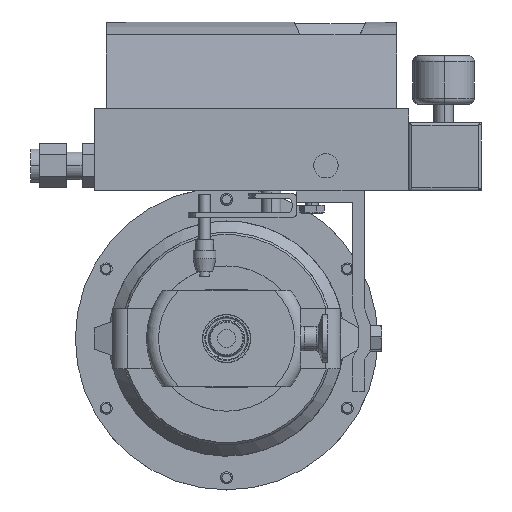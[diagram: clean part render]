
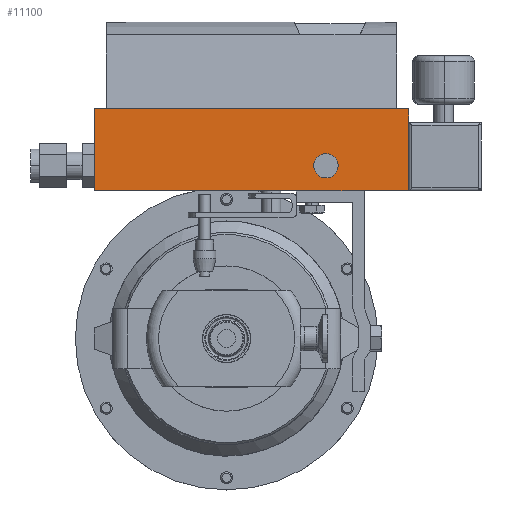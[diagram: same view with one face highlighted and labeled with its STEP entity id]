
A CAD part, front view. The second image highlights one B-rep face of the part: STEP entity #11100.
In plain terms, the highlighted planar face has unit normal (0, -1, 0).
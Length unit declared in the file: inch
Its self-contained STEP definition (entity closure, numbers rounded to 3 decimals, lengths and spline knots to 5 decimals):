
#111 = CIRCLE ( 'NONE', #10582, 0.25157 ) ;
#221 = ORIENTED_EDGE ( 'NONE', *, *, #18616, .T. ) ;
#222 = DIRECTION ( 'NONE',  ( 1., 0., 0. ) ) ;
#265 = ORIENTED_EDGE ( 'NONE', *, *, #14392, .F. ) ;
#269 = LINE ( 'NONE', #1734, #14917 ) ;
#578 = VERTEX_POINT ( 'NONE', #20475 ) ;
#684 = VECTOR ( 'NONE', #8556, 39.37008 ) ;
#1397 = EDGE_LOOP ( 'NONE', ( #19896, #221, #13855, #5813, #20367, #18890, #16740, #7075, #7253 ) ) ;
#1533 = VERTEX_POINT ( 'NONE', #4529 ) ;
#1655 = EDGE_CURVE ( 'NONE', #17772, #1533, #269, .T. ) ;
#1734 = CARTESIAN_POINT ( 'NONE',  ( 3.51348, 3.11857, 3.04885 ) ) ;
#1983 = CARTESIAN_POINT ( 'NONE',  ( -2.48652, 3.11857, 4.74881 ) ) ;
#2037 = CARTESIAN_POINT ( 'NONE',  ( 2.05174, 3.11857, 3.56992 ) ) ;
#2105 = DIRECTION ( 'NONE',  ( 0., -1., 0. ) ) ;
#2181 = LINE ( 'NONE', #11654, #684 ) ;
#3054 = CARTESIAN_POINT ( 'NONE',  ( 3.76348, 3.11858, 6.05485 ) ) ;
#3096 = VERTEX_POINT ( 'NONE', #15448 ) ;
#3395 = VECTOR ( 'NONE', #7302, 39.37008 ) ;
#4172 = VECTOR ( 'NONE', #5470, 39.37008 ) ;
#4526 = EDGE_CURVE ( 'NONE', #7264, #17772, #7675, .T. ) ;
#4529 = CARTESIAN_POINT ( 'NONE',  ( 2.84348, 3.11857, 3.04885 ) ) ;
#5470 = DIRECTION ( 'NONE',  ( 1., 0., 0. ) ) ;
#5568 = VERTEX_POINT ( 'NONE', #13540 ) ;
#5813 = ORIENTED_EDGE ( 'NONE', *, *, #13703, .F. ) ;
#5941 = DIRECTION ( 'NONE',  ( 1., 0., 0. ) ) ;
#6127 = VECTOR ( 'NONE', #6428, 39.37008 ) ;
#6428 = DIRECTION ( 'NONE',  ( 0., 0., 1. ) ) ;
#6819 = DIRECTION ( 'NONE',  ( 0., 0., -1. ) ) ;
#7075 = ORIENTED_EDGE ( 'NONE', *, *, #1655, .T. ) ;
#7253 = ORIENTED_EDGE ( 'NONE', *, *, #16843, .T. ) ;
#7264 = VERTEX_POINT ( 'NONE', #10950 ) ;
#7302 = DIRECTION ( 'NONE',  ( 1., 0., 0. ) ) ;
#7496 = LINE ( 'NONE', #7876, #9690 ) ;
#7675 = LINE ( 'NONE', #16817, #3395 ) ;
#7859 = VECTOR ( 'NONE', #14148, 39.37008 ) ;
#7876 = CARTESIAN_POINT ( 'NONE',  ( 3.51348, 3.11857, 3.04885 ) ) ;
#7885 = LINE ( 'NONE', #9176, #7859 ) ;
#8007 = DIRECTION ( 'NONE',  ( 1., 0., 0. ) ) ;
#8081 = ORIENTED_EDGE ( 'NONE', *, *, #10777, .F. ) ;
#8402 = CARTESIAN_POINT ( 'NONE',  ( 3.76348, 3.11857, 4.74881 ) ) ;
#8556 = DIRECTION ( 'NONE',  ( 1., 0., 0. ) ) ;
#8660 = FACE_BOUND ( 'NONE', #15331, .T. ) ;
#8761 = VERTEX_POINT ( 'NONE', #9299 ) ;
#8928 = CARTESIAN_POINT ( 'NONE',  ( -2.48652, 3.11857, 4.74881 ) ) ;
#9125 = LINE ( 'NONE', #12892, #11338 ) ;
#9176 = CARTESIAN_POINT ( 'NONE',  ( -2.73652, 3.11857, 3.04885 ) ) ;
#9299 = CARTESIAN_POINT ( 'NONE',  ( 3.76348, 3.11857, 4.46625 ) ) ;
#9690 = VECTOR ( 'NONE', #8007, 39.37008 ) ;
#9997 = DIRECTION ( 'NONE',  ( 0., 1., 0. ) ) ;
#10248 = VERTEX_POINT ( 'NONE', #1983 ) ;
#10582 = AXIS2_PLACEMENT_3D ( 'NONE', #18361, #16855, #18423 ) ;
#10623 = FACE_OUTER_BOUND ( 'NONE', #1397, .T. ) ;
#10777 = EDGE_CURVE ( 'NONE', #3096, #20384, #16802, .T. ) ;
#10893 = EDGE_CURVE ( 'NONE', #5568, #12971, #15124, .T. ) ;
#10950 = CARTESIAN_POINT ( 'NONE',  ( -2.73652, 3.11857, 3.04885 ) ) ;
#11100 = ADVANCED_FACE ( 'NONE', ( #10623, #8660 ), #19292, .F. ) ;
#11168 = EDGE_CURVE ( 'NONE', #578, #10248, #2181, .T. ) ;
#11338 = VECTOR ( 'NONE', #17443, 39.37008 ) ;
#11654 = CARTESIAN_POINT ( 'NONE',  ( -2.73652, 3.11857, 4.74881 ) ) ;
#12186 = CARTESIAN_POINT ( 'NONE',  ( 3.76348, 3.11857, 3.04885 ) ) ;
#12296 = VECTOR ( 'NONE', #5941, 39.37008 ) ;
#12355 = EDGE_CURVE ( 'NONE', #15428, #8761, #14031, .T. ) ;
#12802 = EDGE_CURVE ( 'NONE', #7264, #578, #7885, .T. ) ;
#12892 = CARTESIAN_POINT ( 'NONE',  ( 3.76348, 3.11857, 3.04885 ) ) ;
#12971 = VERTEX_POINT ( 'NONE', #8402 ) ;
#13540 = CARTESIAN_POINT ( 'NONE',  ( 3.51348, 3.11857, 4.74881 ) ) ;
#13575 = CARTESIAN_POINT ( 'NONE',  ( 1.44348, 3.11857, 3.04885 ) ) ;
#13703 = EDGE_CURVE ( 'NONE', #10248, #5568, #20442, .T. ) ;
#13855 = ORIENTED_EDGE ( 'NONE', *, *, #10893, .F. ) ;
#14030 = CARTESIAN_POINT ( 'NONE',  ( 2.05174, 3.11857, 3.31835 ) ) ;
#14031 = LINE ( 'NONE', #3054, #6127 ) ;
#14047 = AXIS2_PLACEMENT_3D ( 'NONE', #2037, #2105, #19397 ) ;
#14148 = DIRECTION ( 'NONE',  ( 0., 0., 1. ) ) ;
#14392 = EDGE_CURVE ( 'NONE', #20384, #3096, #111, .T. ) ;
#14917 = VECTOR ( 'NONE', #222, 39.37008 ) ;
#15124 = LINE ( 'NONE', #19672, #4172 ) ;
#15331 = EDGE_LOOP ( 'NONE', ( #265, #8081 ) ) ;
#15428 = VERTEX_POINT ( 'NONE', #12186 ) ;
#15448 = CARTESIAN_POINT ( 'NONE',  ( 2.05174, 3.11857, 3.8215 ) ) ;
#16740 = ORIENTED_EDGE ( 'NONE', *, *, #4526, .T. ) ;
#16802 = CIRCLE ( 'NONE', #14047, 0.25157 ) ;
#16817 = CARTESIAN_POINT ( 'NONE',  ( 3.51348, 3.11857, 3.04885 ) ) ;
#16843 = EDGE_CURVE ( 'NONE', #1533, #15428, #7496, .T. ) ;
#16855 = DIRECTION ( 'NONE',  ( 0., -1., 0. ) ) ;
#17443 = DIRECTION ( 'NONE',  ( 0., 0., 1. ) ) ;
#17772 = VERTEX_POINT ( 'NONE', #13575 ) ;
#18361 = CARTESIAN_POINT ( 'NONE',  ( 2.05174, 3.11857, 3.56992 ) ) ;
#18423 = DIRECTION ( 'NONE',  ( 0., 0., -1. ) ) ;
#18616 = EDGE_CURVE ( 'NONE', #8761, #12971, #9125, .T. ) ;
#18890 = ORIENTED_EDGE ( 'NONE', *, *, #12802, .F. ) ;
#19201 = AXIS2_PLACEMENT_3D ( 'NONE', #19218, #9997, #6819 ) ;
#19218 = CARTESIAN_POINT ( 'NONE',  ( 3.51348, 3.11857, 3.04885 ) ) ;
#19292 = PLANE ( 'NONE',  #19201 ) ;
#19397 = DIRECTION ( 'NONE',  ( 0., 0., -1. ) ) ;
#19672 = CARTESIAN_POINT ( 'NONE',  ( 3.51348, 3.11857, 4.74881 ) ) ;
#19896 = ORIENTED_EDGE ( 'NONE', *, *, #12355, .T. ) ;
#20367 = ORIENTED_EDGE ( 'NONE', *, *, #11168, .F. ) ;
#20384 = VERTEX_POINT ( 'NONE', #14030 ) ;
#20442 = LINE ( 'NONE', #8928, #12296 ) ;
#20475 = CARTESIAN_POINT ( 'NONE',  ( -2.73652, 3.11857, 4.74881 ) ) ;
